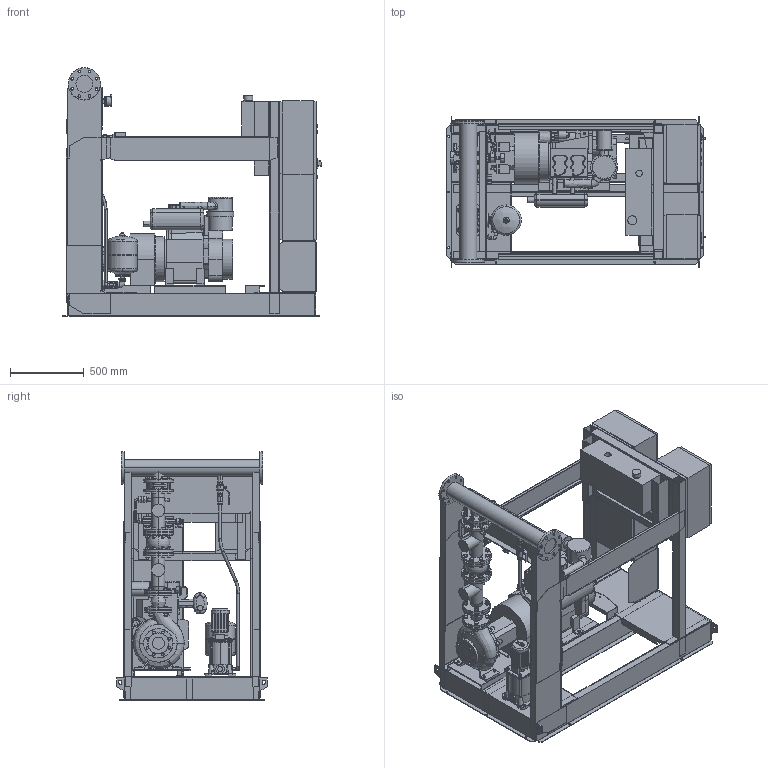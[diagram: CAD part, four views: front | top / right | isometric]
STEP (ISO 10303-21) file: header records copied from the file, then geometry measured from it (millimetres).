
FILE_DESCRIPTION((''),'2;1');
FILE_NAME('3d_Sifire-EN-65_200-185-17.7_0.55DJ-4183887.stp','2015-05-26T10:09:49',(''),(''),'Mechanical Desktop 2009','Mechanical Desktop 2009',', , ');
FILE_SCHEMA(('CONFIG_CONTROL_DESIGN'));
Length unit declared in the file: millimetre
Products named in the file (1): Product
Bounding box: 1754.5 x 1026 x 1690 mm (x, y, z)
Volume: 320984261.2 mm3; surface area: 25364159.8 mm2
Topology: 195 solids, 195 shells, 4610 faces, 11150 edges, 7044 vertices
Faces by surface type: bspline 1713, plane 1546, cylinder 763, cone 474, torus 92, sphere 22
Entity records: 149866 total; most frequent: CARTESIAN_POINT 49066, ORIENTED_EDGE 22248, DIRECTION 18867, EDGE_CURVE 11124, VERTEX_POINT 7041, AXIS2_PLACEMENT_3D 6376, VECTOR 6115, LINE 6115
